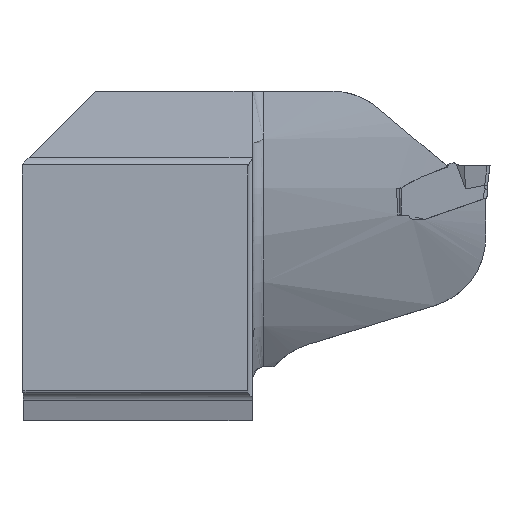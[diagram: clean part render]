
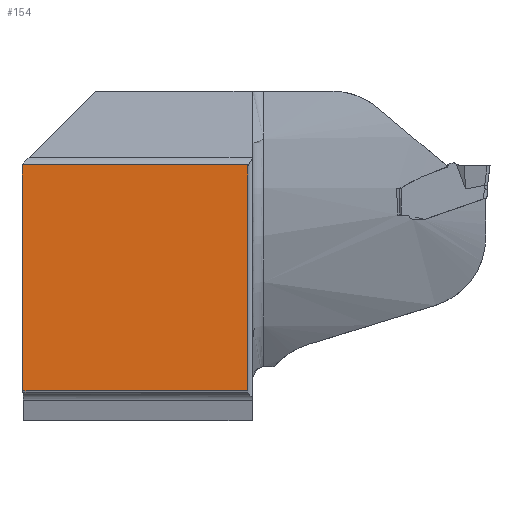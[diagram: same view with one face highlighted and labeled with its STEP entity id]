
A CAD part, top view. The second image highlights one B-rep face of the part: STEP entity #154.
In plain terms, the highlighted planar face has unit normal (0, 0, 1).
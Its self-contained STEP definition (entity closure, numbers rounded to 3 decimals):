
#117=PLANE('',#1303);
#154=ADVANCED_FACE('CU_BACK_SU1',(#234),#117,.F.);
#234=FACE_OUTER_BOUND('',#294,.T.);
#294=EDGE_LOOP('',(#641,#642,#643,#644));
#391=LINE('',#1915,#469);
#403=LINE('',#3161,#483);
#404=LINE('',#3163,#484);
#405=LINE('',#3165,#485);
#469=VECTOR('',#1435,1.);
#483=VECTOR('',#1465,1.);
#484=VECTOR('',#1466,1.);
#485=VECTOR('',#1467,1.);
#641=ORIENTED_EDGE('',*,*,#1050,.T.);
#642=ORIENTED_EDGE('',*,*,#1051,.T.);
#643=ORIENTED_EDGE('',*,*,#1052,.T.);
#644=ORIENTED_EDGE('',*,*,#1024,.F.);
#906=VERTEX_POINT('',#1914);
#907=VERTEX_POINT('',#1916);
#921=VERTEX_POINT('',#3162);
#922=VERTEX_POINT('',#3164);
#1024=EDGE_CURVE('',#906,#907,#391,.T.);
#1050=EDGE_CURVE('',#906,#921,#403,.T.);
#1051=EDGE_CURVE('',#921,#922,#404,.T.);
#1052=EDGE_CURVE('',#922,#907,#405,.T.);
#1303=AXIS2_PLACEMENT_3D('',#3166,#1468,#1469);
#1435=DIRECTION('',(-0.004,1.,0.));
#1465=DIRECTION('',(1.,0.,0.));
#1466=DIRECTION('',(0.,1.,0.));
#1467=DIRECTION('',(-1.,0.,0.));
#1468=DIRECTION('',(0.,0.,-1.));
#1469=DIRECTION('',(0.,-1.,0.));
#1914=CARTESIAN_POINT('',(0.138,0.,0.));
#1915=CARTESIAN_POINT('',(-0.086,51.219,0.));
#1916=CARTESIAN_POINT('',(0.,31.623,0.));
#3161=CARTESIAN_POINT('',(92.588,0.,0.));
#3162=CARTESIAN_POINT('',(31.623,0.,0.));
#3163=CARTESIAN_POINT('',(31.623,51.623,0.));
#3164=CARTESIAN_POINT('',(31.623,31.623,0.));
#3165=CARTESIAN_POINT('',(92.588,31.623,0.));
#3166=CARTESIAN_POINT('',(92.588,51.623,0.));
